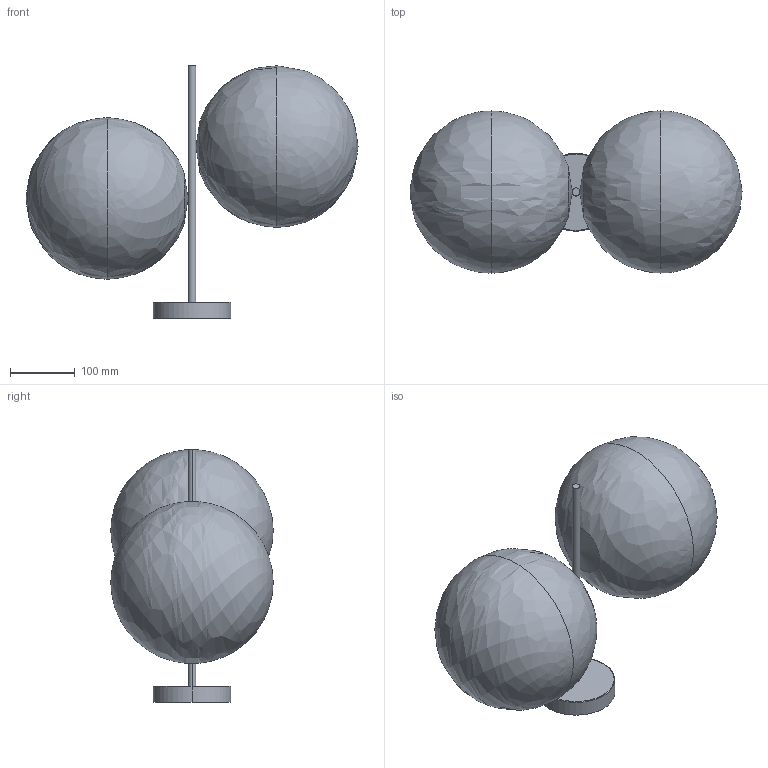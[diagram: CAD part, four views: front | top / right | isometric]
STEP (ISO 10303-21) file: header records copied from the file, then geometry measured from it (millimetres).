
FILE_DESCRIPTION(/* description */ (''),/* implementation_level */ '2;1');
FILE_NAME(/* name */ '1744.67_JUGEN',/* time_stamp */ '2023-01-16T18:43:52+01:00',/* author */ (''),/* organization */ (''),/* preprocessor_version */ 'ST-DEVELOPER v16.5',/* originating_system */ 'Rhino 7.15',/* authorisation */ '');
FILE_SCHEMA (('CONFIG_CONTROL_DESIGN'));
Length unit declared in the file: millimetre
Products named in the file (1): Document
Bounding box: 512 x 250 x 390 mm (x, y, z)
Volume: 282676.4 mm3; surface area: 439411.2 mm2
Topology: 1 solids, 6 shells, 15 faces, 35 edges, 22 vertices
Faces by surface type: bspline 8, cylinder 4, plane 3
Entity records: 773 total; most frequent: CARTESIAN_POINT 501, ORIENTED_EDGE 42, EDGE_CURVE 24, VERTEX_POINT 18, EDGE_LOOP 17, ADVANCED_FACE 15, FACE_OUTER_BOUND 15, DIRECTION 15
